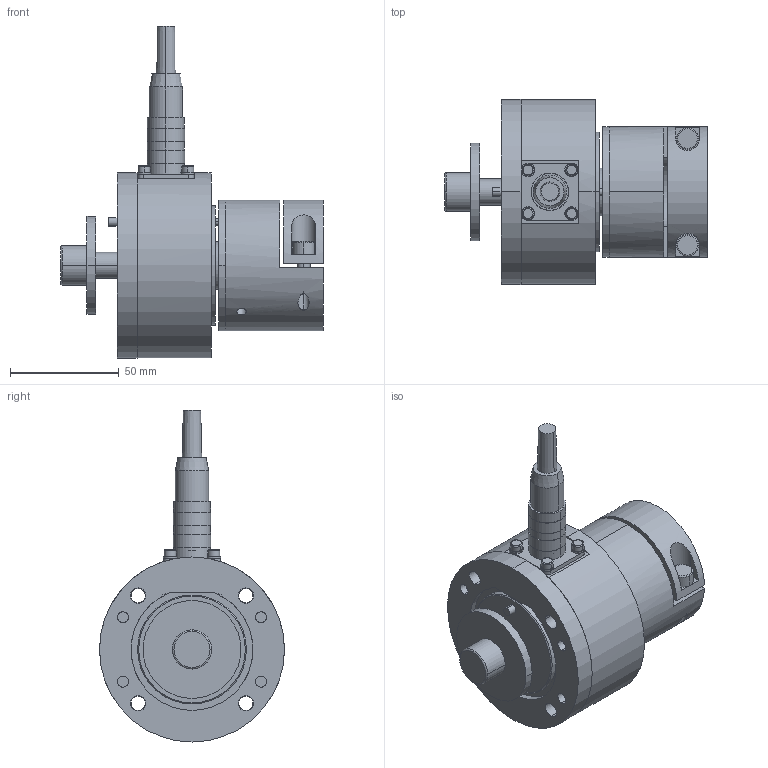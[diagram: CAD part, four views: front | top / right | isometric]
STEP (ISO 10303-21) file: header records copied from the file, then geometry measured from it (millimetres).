
FILE_DESCRIPTION((''),'2;1');
FILE_NAME('070910.1_DI125.stp','2011-06-27T10:45:12',(''),(''),'Mechanical Desktop 2009','Mechanical Desktop 2009',', , ');
FILE_SCHEMA(('CONFIG_CONTROL_DESIGN'));
Length unit declared in the file: millimetre
Products named in the file (34): C0709101_DI125; C0709081; C0612056; C0709072; C0709104; I-6KT_SCHRAUBE_M6X30; SCHUTZKAPPE_M6_S5; GERÄTESTECKER_5POL_C091 31S005 100 2; FEDERRING_M3; I-6KT_SCHRAUBE_M3X8; PENDELKUGELLAGER_1203TVA; PENDELKUGELLAGER_1203TV; C0612053; C0612053A; KABELDOSE_MINI_5_POL; TEIL1; SENKSCHRAUBE_I-6KT_M3X6A; SENKSCHRAUBE_I-6KT_M3X6; U-SCHEIBE_M8_24A; U-SCHEIBE_M8_24; I-6KT_SCHRAUBE_M8X12NKA; I-6KT_SCHRAUBE_M8X12NK; U-SCHEIBE_13_45X4; U-SCHEIBE_13_45X4A; I-6KT_SCHRAUBE_M12X25A; I-6KT_SCHRAUBE_M12X25; SENKNIETE_D3X10A; SENKNIETE_D3X10; SPANNSTIFT_4X10A; SPANNSTIFT_4X10; C0612063; ~TEIL1; I-6KT_SCHRAUBE_M6X12; I-6KT_SCHRAUBE_M6X12A
Assembly tree (49 placements, depth 3):
  C0709101_DI125
    C0709081
      C0612056
      C0709072
      C0709104
      I-6KT_SCHRAUBE_M6X30  x4
      SCHUTZKAPPE_M6_S5  x4
      GERÄTESTECKER_5POL_C091 31S005 100 2
      FEDERRING_M3  x4
      I-6KT_SCHRAUBE_M3X8  x4
    PENDELKUGELLAGER_1203TVA
      PENDELKUGELLAGER_1203TV
    C0612053
      C0612053A
    KABELDOSE_MINI_5_POL
      TEIL1
    SENKSCHRAUBE_I-6KT_M3X6A  x4
      SENKSCHRAUBE_I-6KT_M3X6
    U-SCHEIBE_M8_24A
      U-SCHEIBE_M8_24
    I-6KT_SCHRAUBE_M8X12NKA
      I-6KT_SCHRAUBE_M8X12NK
    U-SCHEIBE_13_45X4
      U-SCHEIBE_13_45X4A
    I-6KT_SCHRAUBE_M12X25A
      I-6KT_SCHRAUBE_M12X25
    SENKNIETE_D3X10A
      SENKNIETE_D3X10
    SPANNSTIFT_4X10A
      SPANNSTIFT_4X10
    C0612063
      ~TEIL1
    I-6KT_SCHRAUBE_M6X12  x2
      I-6KT_SCHRAUBE_M6X12A
Bounding box: 120.5 x 85 x 152.5 mm (x, y, z)
Volume: 315562.1 mm3; surface area: 110378.6 mm2
Topology: 37 solids, 37 shells, 671 faces, 1514 edges, 964 vertices
Faces by surface type: cylinder 310, plane 221, cone 104, torus 32, sphere 4
Entity records: 14917 total; most frequent: DIRECTION 2753, CARTESIAN_POINT 2727, ORIENTED_EDGE 2170, AXIS2_PLACEMENT_3D 1150, EDGE_CURVE 1085, VERTEX_POINT 709, EDGE_LOOP 624, CIRCLE 617
